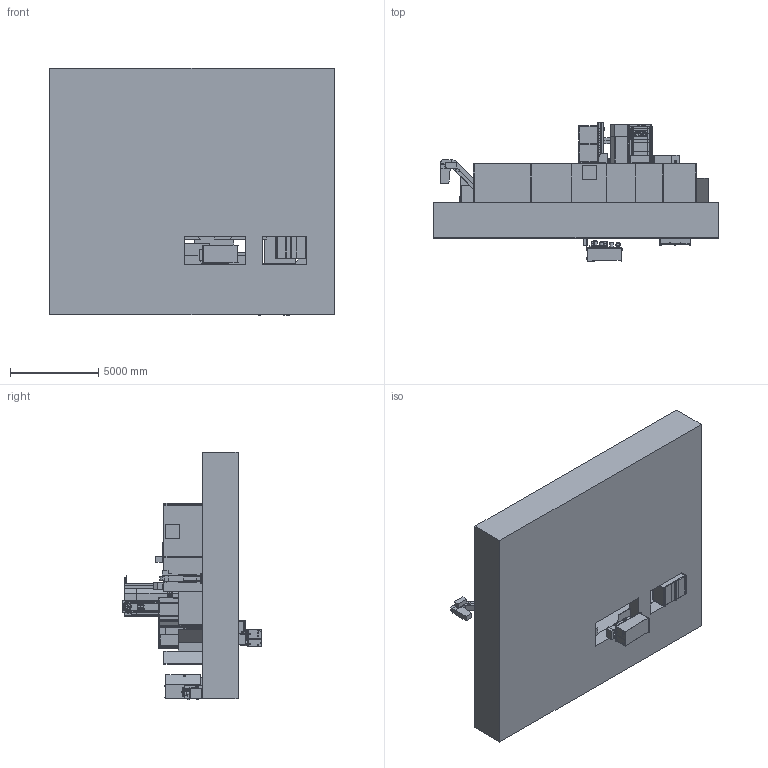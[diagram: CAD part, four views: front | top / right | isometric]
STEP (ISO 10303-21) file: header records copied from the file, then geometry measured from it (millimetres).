
FILE_DESCRIPTION (( 'STEP AP214' ), '1' );
FILE_NAME ('LAYOUT SPEEDRAM PMS V2.0.step', '2024-11-11T10:14:22', ( 'Pama' ), ( '' ), 'SwSTEP 2.0', 'SolidWorks 2023', '' );
FILE_SCHEMA (( 'AUTOMOTIVE_DESIGN' ));
Length unit declared in the file: millimetre
Products named in the file (37): S001576_DEFAULT<A macchina>; S003209_X=5000..15000; S003241_Z=1200; BASAM.1400; S003250_BORING; S003303_DEFAULT; S003249_TM 60-130; S003265_Y=2000; S002481_ANTE APERTE; S003412_H=1000; LAYOUT SPEEDRAM PMS V2.0; S003192_X=MIN; Y=MIN; Z=MIN; W=MIN; S003304; S003207_X=5000; S001573; S001571; S003210_Y=2000; S002726_ATC con utensili orizzontali; S003234_SENZA FUNI; S003390; S003229_NO CARTERATURA; S000047; S003351_LAMIERA; S002841; S001570_RETE - 1000 L; S003193_X=5000; S003244_SRAM 4-412; S003188_L=8000; S002727_INTERASSE=1000; S002377; S001546_PEDANA RITRATTA - PORTE CHIUSE; S003226_BDD Ø120 W=600; S001568_1000 L; S003246_TM 60 - 130; S003219_BDD BARENO Ø120 Z=1200; S001560_2 (1+1) POSTI; S003251_ISO 50 - RIPOSO; S003400_TM 2R  H4370
Assembly tree (37 placements, depth 4):
  LAYOUT SPEEDRAM PMS V2.0
    S003304
    S003192_X=MIN; Y=MIN; Z=MIN; W=MIN
      S003188_L=8000
      S003193_X=5000
      S003207_X=5000
      S003209_X=5000..15000
      S002377
      S003210_Y=2000
      S002841
      S003229_NO CARTERATURA
      S003219_BDD BARENO Ø120 Z=1200
      S003226_BDD Ø120 W=600
      S003241_Z=1200; BASAM.1400
      S003234_SENZA FUNI
      S003400_TM 2R  H4370
      S003244_SRAM 4-412
      S003265_Y=2000
      S001546_PEDANA RITRATTA - PORTE CHIUSE
      S003249_TM 60-130
        S003246_TM 60 - 130
      S003251_ISO 50 - RIPOSO
        S003250_BORING
        S002726_ATC con utensili orizzontali
        S002727_INTERASSE=1000
    S001560_2 (1+1) POSTI
    S003351_LAMIERA
    S003303_DEFAULT
    S001573
    S001571
    S000047
    S002481_ANTE APERTE
    S001570_RETE - 1000 L
      S001568_1000 L
    S003390
    S001576_DEFAULT<A macchina>
    S003412_H=1000  x2
Bounding box: 16140 x 7912.5 x 14057.4 mm (x, y, z)
Volume: 412005791104.4 mm3; surface area: 1597471652.7 mm2
Topology: 397 solids, 402 shells, 6335 faces, 15558 edges, 10108 vertices
Faces by surface type: plane 4445, cylinder 1427, torus 207, cone 197, bspline 46, sphere 13
Entity records: 187064 total; most frequent: CARTESIAN_POINT 35261, DIRECTION 30043, ORIENTED_EDGE 29786, EDGE_CURVE 14893, VECTOR 11467, LINE 11467, VERTEX_POINT 9768, AXIS2_PLACEMENT_3D 9288
